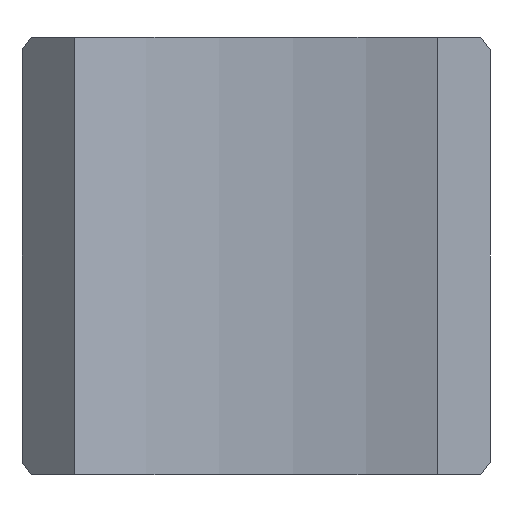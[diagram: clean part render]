
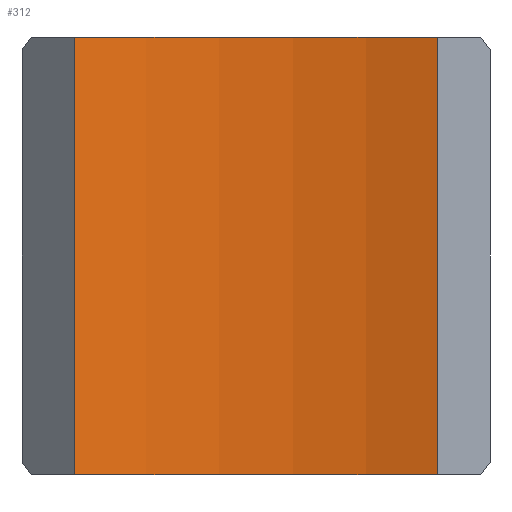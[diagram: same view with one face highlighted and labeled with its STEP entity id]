
A CAD part, front view. The second image highlights one B-rep face of the part: STEP entity #312.
In plain terms, the highlighted cylindrical face has radius 11.113 mm (diameter 22.225 mm), a partial arc.
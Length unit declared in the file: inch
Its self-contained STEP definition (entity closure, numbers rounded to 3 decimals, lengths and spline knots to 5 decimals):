
#41 = EDGE_CURVE ( 'NONE', #595, #191, #197, .T. ) ;
#52 = DIRECTION ( 'NONE',  ( 0., 0., 1. ) ) ;
#90 = EDGE_CURVE ( 'NONE', #797, #595, #956, .T. ) ;
#157 = CARTESIAN_POINT ( 'NONE',  ( -0.14477, -0.17776, 0.35 ) ) ;
#160 = EDGE_CURVE ( 'NONE', #508, #191, #491, .T. ) ;
#191 = VERTEX_POINT ( 'NONE', #1091 ) ;
#197 = CIRCLE ( 'NONE', #1083, 0.4375 ) ;
#205 = CARTESIAN_POINT ( 'NONE',  ( 0.14477, -0.17776, 0.35 ) ) ;
#231 = CARTESIAN_POINT ( 'NONE',  ( 0., -0.59061, 0.35 ) ) ;
#234 = EDGE_CURVE ( 'NONE', #797, #508, #995, .T. ) ;
#266 = AXIS2_PLACEMENT_3D ( 'NONE', #231, #926, #836 ) ;
#307 = CARTESIAN_POINT ( 'NONE',  ( 0., -0.59061, 0.35 ) ) ;
#312 = ADVANCED_FACE ( 'NONE', ( #479 ), #827, .F. ) ;
#348 = DIRECTION ( 'NONE',  ( 1., 0., 0. ) ) ;
#368 = VECTOR ( 'NONE', #746, 39.37008 ) ;
#396 = VECTOR ( 'NONE', #602, 39.37008 ) ;
#419 = CARTESIAN_POINT ( 'NONE',  ( 0., -0.59061, 0. ) ) ;
#479 = FACE_OUTER_BOUND ( 'NONE', #846, .T. ) ;
#491 = LINE ( 'NONE', #157, #368 ) ;
#504 = AXIS2_PLACEMENT_3D ( 'NONE', #307, #52, #911 ) ;
#508 = VERTEX_POINT ( 'NONE', #1092 ) ;
#595 = VERTEX_POINT ( 'NONE', #601 ) ;
#601 = CARTESIAN_POINT ( 'NONE',  ( 0.14477, -0.17776, 0. ) ) ;
#602 = DIRECTION ( 'NONE',  ( 0., 0., -1. ) ) ;
#613 = ORIENTED_EDGE ( 'NONE', *, *, #90, .F. ) ;
#746 = DIRECTION ( 'NONE',  ( 0., 0., -1. ) ) ;
#777 = ORIENTED_EDGE ( 'NONE', *, *, #160, .T. ) ;
#797 = VERTEX_POINT ( 'NONE', #205 ) ;
#827 = CYLINDRICAL_SURFACE ( 'NONE', #266, 0.4375 ) ;
#836 = DIRECTION ( 'NONE',  ( -1., 0., 0. ) ) ;
#846 = EDGE_LOOP ( 'NONE', ( #993, #613, #999, #777 ) ) ;
#911 = DIRECTION ( 'NONE',  ( 1., 0., 0. ) ) ;
#926 = DIRECTION ( 'NONE',  ( 0., 0., -1. ) ) ;
#956 = LINE ( 'NONE', #1072, #396 ) ;
#993 = ORIENTED_EDGE ( 'NONE', *, *, #41, .F. ) ;
#995 = CIRCLE ( 'NONE', #504, 0.4375 ) ;
#999 = ORIENTED_EDGE ( 'NONE', *, *, #234, .T. ) ;
#1072 = CARTESIAN_POINT ( 'NONE',  ( 0.14477, -0.17776, 0.35 ) ) ;
#1083 = AXIS2_PLACEMENT_3D ( 'NONE', #419, #1115, #348 ) ;
#1091 = CARTESIAN_POINT ( 'NONE',  ( -0.14477, -0.17776, 0. ) ) ;
#1092 = CARTESIAN_POINT ( 'NONE',  ( -0.14477, -0.17776, 0.35 ) ) ;
#1115 = DIRECTION ( 'NONE',  ( 0., 0., 1. ) ) ;
